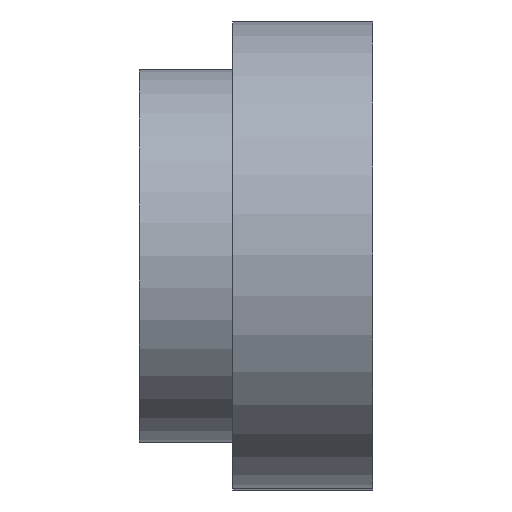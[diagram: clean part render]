
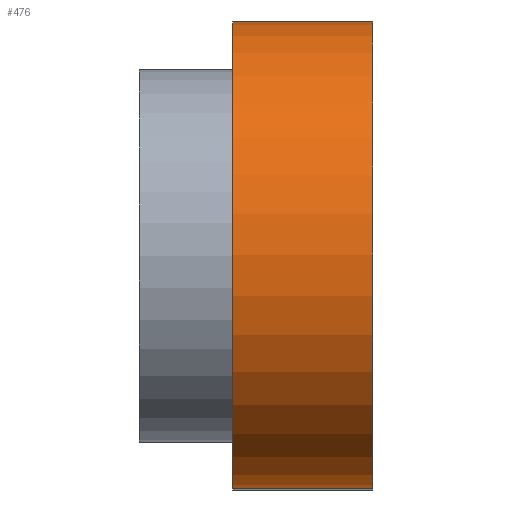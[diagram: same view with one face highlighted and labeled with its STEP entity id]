
A CAD part, top view. The second image highlights one B-rep face of the part: STEP entity #476.
In plain terms, the highlighted cylindrical face has radius 5 mm (diameter 10 mm), a partial arc.
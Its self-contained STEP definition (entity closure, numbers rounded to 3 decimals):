
#69=FACE_OUTER_BOUND('',#100,.T.);
#100=EDGE_LOOP('',(#419,#420,#421,#422));
#149=LINE('',#778,#198);
#155=LINE('',#793,#204);
#198=VECTOR('',#642,10.);
#204=VECTOR('',#656,10.);
#216=CIRCLE('',#530,5.);
#217=CIRCLE('',#531,5.);
#252=VERTEX_POINT('',#775);
#253=VERTEX_POINT('',#777);
#257=VERTEX_POINT('',#789);
#258=VERTEX_POINT('',#791);
#310=EDGE_CURVE('',#252,#253,#149,.T.);
#318=EDGE_CURVE('',#257,#258,#155,.T.);
#319=EDGE_CURVE('',#252,#257,#216,.T.);
#320=EDGE_CURVE('',#253,#258,#217,.T.);
#419=ORIENTED_EDGE('',*,*,#319,.T.);
#420=ORIENTED_EDGE('',*,*,#318,.T.);
#421=ORIENTED_EDGE('',*,*,#320,.F.);
#422=ORIENTED_EDGE('',*,*,#310,.F.);
#450=CYLINDRICAL_SURFACE('',#529,5.);
#476=ADVANCED_FACE('',(#69),#450,.T.);
#529=AXIS2_PLACEMENT_3D('',#794,#657,#658);
#530=AXIS2_PLACEMENT_3D('',#795,#659,#660);
#531=AXIS2_PLACEMENT_3D('',#796,#661,#662);
#642=DIRECTION('',(1.,0.,0.));
#656=DIRECTION('',(1.,0.,0.));
#657=DIRECTION('center_axis',(1.,0.,0.));
#658=DIRECTION('ref_axis',(0.,1.,0.));
#659=DIRECTION('center_axis',(1.,0.,0.));
#660=DIRECTION('ref_axis',(0.,1.,0.));
#661=DIRECTION('center_axis',(1.,0.,0.));
#662=DIRECTION('ref_axis',(0.,1.,0.));
#775=CARTESIAN_POINT('',(0.,80.,69.));
#777=CARTESIAN_POINT('',(3.,80.,69.));
#778=CARTESIAN_POINT('',(0.,80.,69.));
#789=CARTESIAN_POINT('',(0.,70.,69.));
#791=CARTESIAN_POINT('',(3.,70.,69.));
#793=CARTESIAN_POINT('',(0.,70.,69.));
#794=CARTESIAN_POINT('Origin',(0.,75.,69.));
#795=CARTESIAN_POINT('Origin',(0.,75.,69.));
#796=CARTESIAN_POINT('Origin',(3.,75.,69.));
